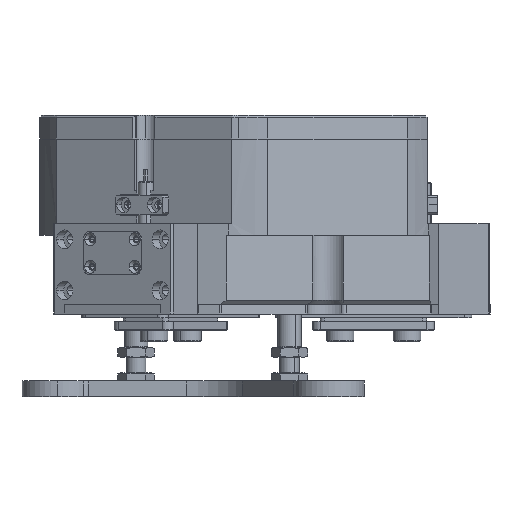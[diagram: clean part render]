
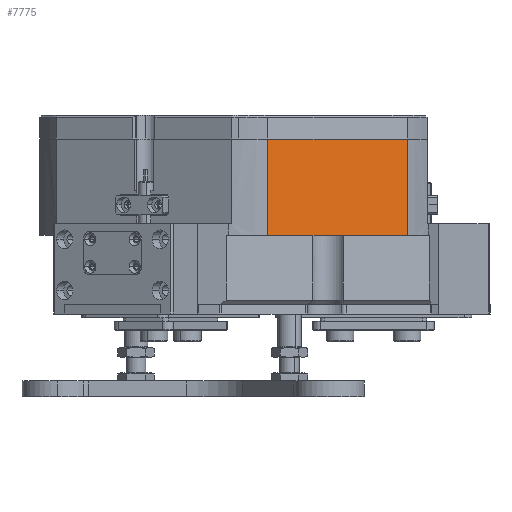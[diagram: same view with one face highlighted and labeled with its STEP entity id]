
A CAD part, front view. The second image highlights one B-rep face of the part: STEP entity #7775.
In plain terms, the highlighted planar face has unit normal (0.5, -0.866, 0).
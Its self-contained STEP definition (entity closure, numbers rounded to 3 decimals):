
#3040 = DIRECTION ( 'NONE',  ( -0.5, 0.866, 0. ) ) ;
#3523 = DIRECTION ( 'NONE',  ( 0., 0., 1. ) ) ;
#3602 = CARTESIAN_POINT ( 'NONE',  ( 15.004, -107.962, 35. ) ) ;
#6348 = ORIENTED_EDGE ( 'NONE', *, *, #37489, .T. ) ;
#7775 = ADVANCED_FACE ( 'NONE', ( #14815 ), #24860, .F. ) ;
#7811 = DIRECTION ( 'NONE',  ( -0.866, -0.5, 0. ) ) ;
#8292 = CARTESIAN_POINT ( 'NONE',  ( 15.004, -107.962, 84. ) ) ;
#9365 = ORIENTED_EDGE ( 'NONE', *, *, #30921, .F. ) ;
#11270 = CARTESIAN_POINT ( 'NONE',  ( 85.996, -66.975, 35. ) ) ;
#13088 = CARTESIAN_POINT ( 'NONE',  ( 115.452, -49.969, 35. ) ) ;
#14815 = FACE_OUTER_BOUND ( 'NONE', #46248, .T. ) ;
#16073 = DIRECTION ( 'NONE',  ( -0.866, -0.5, 0. ) ) ;
#22234 = VERTEX_POINT ( 'NONE', #51598 ) ;
#22323 = VECTOR ( 'NONE', #25415, 1000. ) ;
#24860 = PLANE ( 'NONE',  #27051 ) ;
#25415 = DIRECTION ( 'NONE',  ( 0., 0., -1. ) ) ;
#27051 = AXIS2_PLACEMENT_3D ( 'NONE', #51447, #3040, #7811 ) ;
#29055 = CARTESIAN_POINT ( 'NONE',  ( 50.5, -87.469, 84. ) ) ;
#29832 = VECTOR ( 'NONE', #16073, 1000. ) ;
#30290 = DIRECTION ( 'NONE',  ( -0.866, -0.5, 0. ) ) ;
#30921 = EDGE_CURVE ( 'NONE', #53177, #39423, #52960, .T. ) ;
#35318 = LINE ( 'NONE', #56469, #22323 ) ;
#35860 = VECTOR ( 'NONE', #3523, 1000. ) ;
#36001 = EDGE_CURVE ( 'NONE', #54703, #53177, #49844, .T. ) ;
#37489 = EDGE_CURVE ( 'NONE', #22234, #39423, #41461, .T. ) ;
#39423 = VERTEX_POINT ( 'NONE', #40663 ) ;
#40032 = ORIENTED_EDGE ( 'NONE', *, *, #55644, .F. ) ;
#40663 = CARTESIAN_POINT ( 'NONE',  ( 15.004, -107.962, 84. ) ) ;
#41461 = LINE ( 'NONE', #29055, #29832 ) ;
#42115 = ORIENTED_EDGE ( 'NONE', *, *, #36001, .F. ) ;
#43698 = VECTOR ( 'NONE', #30290, 1000. ) ;
#46248 = EDGE_LOOP ( 'NONE', ( #6348, #9365, #42115, #40032 ) ) ;
#49844 = LINE ( 'NONE', #13088, #43698 ) ;
#51447 = CARTESIAN_POINT ( 'NONE',  ( 115.452, -49.969, 101.144 ) ) ;
#51598 = CARTESIAN_POINT ( 'NONE',  ( 85.996, -66.975, 84. ) ) ;
#52960 = LINE ( 'NONE', #8292, #35860 ) ;
#53177 = VERTEX_POINT ( 'NONE', #3602 ) ;
#54703 = VERTEX_POINT ( 'NONE', #11270 ) ;
#55644 = EDGE_CURVE ( 'NONE', #22234, #54703, #35318, .T. ) ;
#56469 = CARTESIAN_POINT ( 'NONE',  ( 85.996, -66.975, 84. ) ) ;
